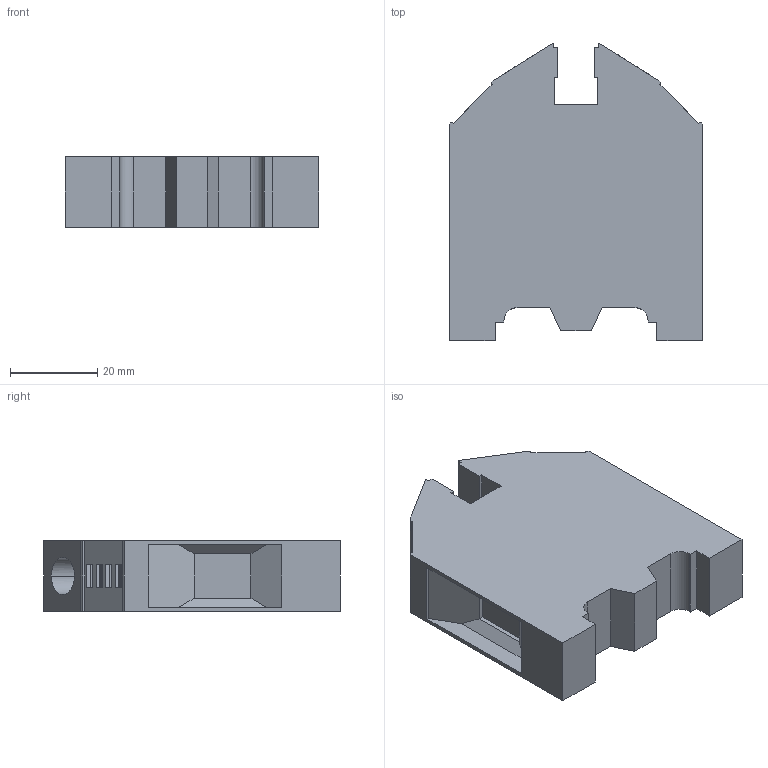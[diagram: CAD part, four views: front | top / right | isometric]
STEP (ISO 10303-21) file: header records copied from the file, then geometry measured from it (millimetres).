
FILE_DESCRIPTION((''),'2;1');
FILE_NAME('SL16032_STEP','2008-08-22T',('Stollb'),(''),'PRO/ENGINEER BY PARAMETRIC TECHNOLOGY CORPORATION, 2007390','PRO/ENGINEER BY PARAMETRIC TECHNOLOGY CORPORATION, 2007390','');
FILE_SCHEMA(('CONFIG_CONTROL_DESIGN'));
Length unit declared in the file: millimetre
Products named in the file (1): SL16032_STEP
Bounding box: 58 x 68 x 16.2 mm (x, y, z)
Volume: 46467.8 mm3; surface area: 12363.7 mm2
Topology: 1 solids, 1 shells, 184 faces, 502 edges, 332 vertices
Faces by surface type: plane 158, cylinder 26
Entity records: 5852 total; most frequent: CARTESIAN_POINT 1110, ORIENTED_EDGE 1004, DIRECTION 914, EDGE_CURVE 502, VECTOR 450, LINE 450, VERTEX_POINT 332, AXIS2_PLACEMENT_3D 232
